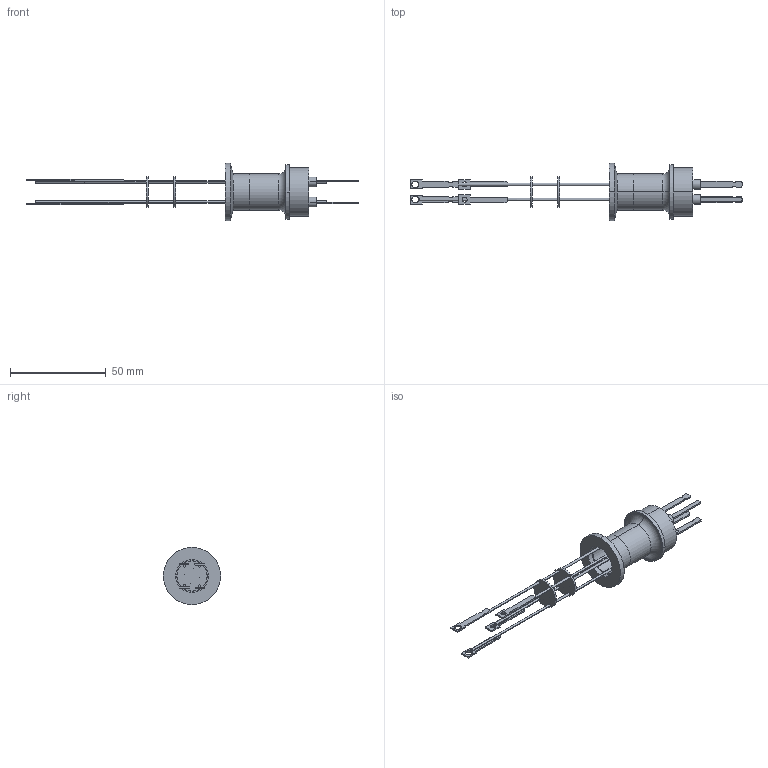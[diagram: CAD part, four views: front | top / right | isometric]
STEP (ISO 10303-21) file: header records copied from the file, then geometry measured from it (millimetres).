
FILE_DESCRIPTION (( 'STEP AP203' ), '1' );
FILE_NAME ('A0408-1-QF.STEP', '2011-11-17T16:55:47', ( '' ), ( '' ), 'SwSTEP 2.0', 'SolidWorks 2011', '' );
FILE_SCHEMA (( 'CONFIG_CONTROL_DESIGN' ));
Length unit declared in the file: inch
Products named in the file (1): A0408-1-QF
Bounding box: 173.74 x 29.97 x 29.97 mm (x, y, z)
Volume: 8074.5 mm3; surface area: 13383.8 mm2
Topology: 1 solids, 5 shells, 284 faces, 712 edges, 472 vertices
Faces by surface type: cylinder 150, plane 112, torus 12, cone 10
Entity records: 9109 total; most frequent: CARTESIAN_POINT 1827, DIRECTION 1600, ORIENTED_EDGE 1424, EDGE_CURVE 712, AXIS2_PLACEMENT_3D 621, VERTEX_POINT 472, EDGE_LOOP 362, LINE 358
